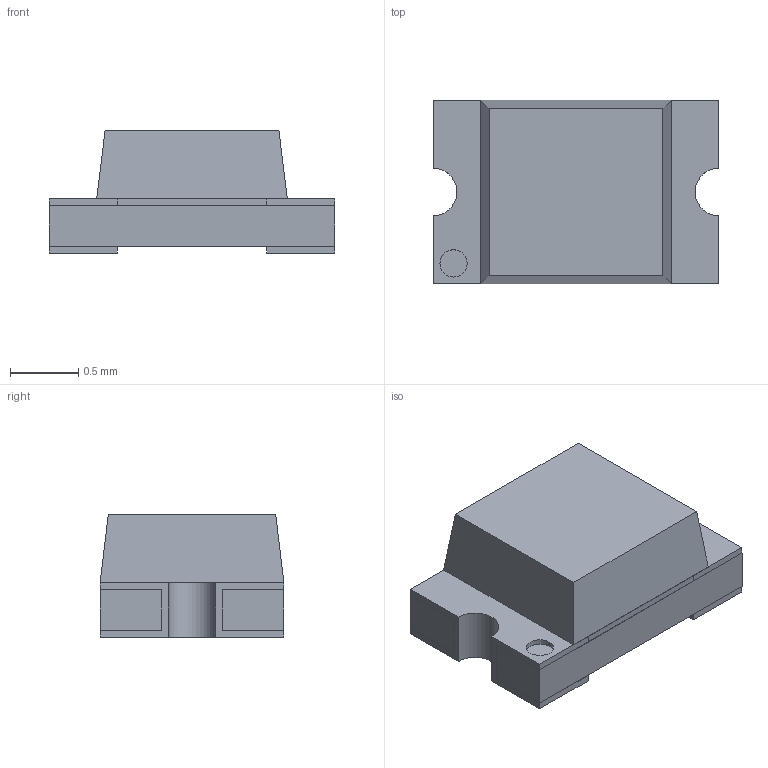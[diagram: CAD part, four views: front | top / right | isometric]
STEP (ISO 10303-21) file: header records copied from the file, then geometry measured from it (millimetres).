
FILE_DESCRIPTION((''),'2;1');
FILE_NAME('LED_OSRAM_LYR976.stp','2010-05-18T11:03:11',(''),(''),'Mechanical Desktop 2010','Mechanical Desktop 2010',', , ');
FILE_SCHEMA(('AUTOMOTIVE_DESIGN { 1 2 10303 214 1 1 1 1 }'));
Length unit declared in the file: millimetre
Products named in the file (1): Product
Bounding box: 2.1 x 1.35 x 0.9 mm (x, y, z)
Volume: 1.9 mm3; surface area: 23.1 mm2
Topology: 6 solids, 6 shells, 64 faces, 156 edges, 104 vertices
Faces by surface type: plane 58, cylinder 6
Entity records: 1910 total; most frequent: CARTESIAN_POINT 325, ORIENTED_EDGE 312, DIRECTION 298, EDGE_CURVE 156, VECTOR 144, LINE 144, VERTEX_POINT 104, AXIS2_PLACEMENT_3D 77
